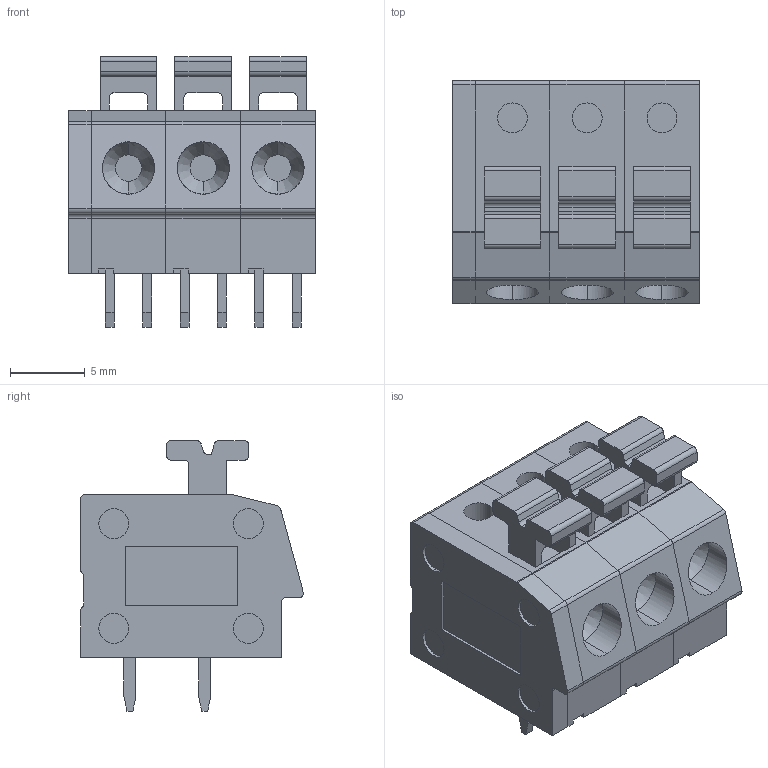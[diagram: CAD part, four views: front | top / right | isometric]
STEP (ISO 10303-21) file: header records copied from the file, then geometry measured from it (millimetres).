
FILE_DESCRIPTION (( 'STEP AP214' ), '1' );
FILE_NAME ('CONN-TH_3P-P5.00_KF202-5.0-3P.step', '2022-07-29T16:46:21', ( '' ), ( '' ), 'SwSTEP 2.0', 'SolidWorks 2020', '' );
FILE_SCHEMA (( 'AUTOMOTIVE_DESIGN' ));
Length unit declared in the file: millimetre
Products named in the file (1): CONN-TH_3P-P5.00_KF202-5.0-3P
Bounding box: 16.5 x 14.91 x 18.1 mm (x, y, z)
Volume: 2416.4 mm3; surface area: 2536.2 mm2
Topology: 17 solids, 17 shells, 704 faces, 1887 edges, 1250 vertices
Faces by surface type: plane 442, bspline 146, cylinder 110, cone 6
Entity records: 30917 total; most frequent: CARTESIAN_POINT 7470, ORIENTED_EDGE 3774, DIRECTION 2923, EDGE_CURVE 1887, LINE 1365, VECTOR 1365, VERTEX_POINT 1250, AXIS2_PLACEMENT_3D 779
